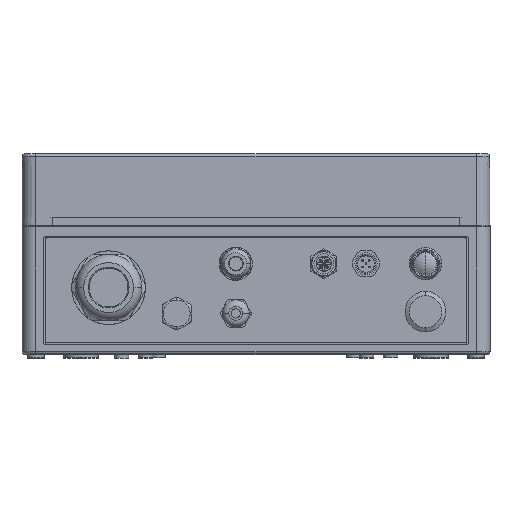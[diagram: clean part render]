
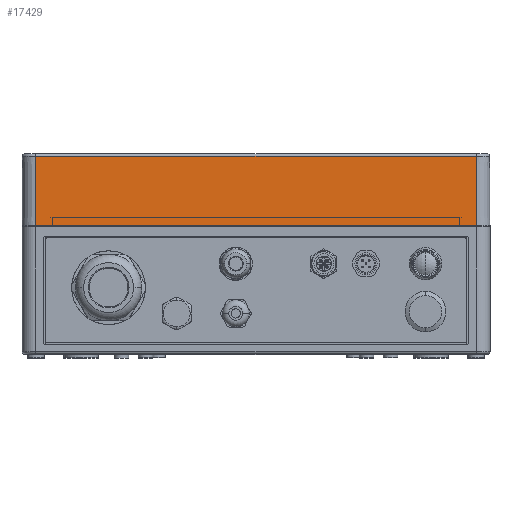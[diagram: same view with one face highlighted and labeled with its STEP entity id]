
A CAD part, top view. The second image highlights one B-rep face of the part: STEP entity #17429.
In plain terms, the highlighted planar face has unit normal (0, 0.004, 1).
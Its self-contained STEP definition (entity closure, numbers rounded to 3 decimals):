
#37 = CARTESIAN_POINT ( 'NONE',  ( 119.5, -1.3, 90. ) ) ;
#78 = VECTOR ( 'NONE', #15218, 1000. ) ;
#1771 = CARTESIAN_POINT ( 'NONE',  ( -119.5, -1.3, 90. ) ) ;
#2641 = CARTESIAN_POINT ( 'NONE',  ( -127., -1.3, 90. ) ) ;
#2774 = VERTEX_POINT ( 'NONE', #29526 ) ;
#2882 = EDGE_CURVE ( 'NONE', #24657, #2774, #13527, .T. ) ;
#2921 = EDGE_CURVE ( 'NONE', #12250, #24657, #18487, .T. ) ;
#3840 = ORIENTED_EDGE ( 'NONE', *, *, #29175, .F. ) ;
#4432 = EDGE_LOOP ( 'NONE', ( #21708, #4542, #3840, #23755 ) ) ;
#4542 = ORIENTED_EDGE ( 'NONE', *, *, #2882, .T. ) ;
#7004 = DIRECTION ( 'NONE',  ( 1., 0., 0. ) ) ;
#7324 = DIRECTION ( 'NONE',  ( 0., 1., -0.003 ) ) ;
#11881 = DIRECTION ( 'NONE',  ( 0., 0.003, 1. ) ) ;
#12250 = VERTEX_POINT ( 'NONE', #1771 ) ;
#12362 = LINE ( 'NONE', #26398, #78 ) ;
#12517 = AXIS2_PLACEMENT_3D ( 'NONE', #2641, #11881, #7324 ) ;
#13527 = LINE ( 'NONE', #37, #24950 ) ;
#15218 = DIRECTION ( 'NONE',  ( 0., 1., -0.003 ) ) ;
#17199 = VERTEX_POINT ( 'NONE', #28507 ) ;
#17429 = ADVANCED_FACE ( 'NONE', ( #20916 ), #23321, .T. ) ;
#18182 = CARTESIAN_POINT ( 'NONE',  ( -127., -1.3, 90. ) ) ;
#18487 = LINE ( 'NONE', #18182, #23460 ) ;
#19779 = DIRECTION ( 'NONE',  ( 1., 0., 0. ) ) ;
#20592 = DIRECTION ( 'NONE',  ( 0., 1., -0.003 ) ) ;
#20916 = FACE_OUTER_BOUND ( 'NONE', #4432, .T. ) ;
#21708 = ORIENTED_EDGE ( 'NONE', *, *, #2921, .T. ) ;
#22802 = VECTOR ( 'NONE', #19779, 1000. ) ;
#23321 = PLANE ( 'NONE',  #12517 ) ;
#23460 = VECTOR ( 'NONE', #7004, 1000. ) ;
#23755 = ORIENTED_EDGE ( 'NONE', *, *, #28344, .F. ) ;
#24462 = CARTESIAN_POINT ( 'NONE',  ( -150., 36.205, 89.869 ) ) ;
#24657 = VERTEX_POINT ( 'NONE', #28485 ) ;
#24950 = VECTOR ( 'NONE', #20592, 1000. ) ;
#26398 = CARTESIAN_POINT ( 'NONE',  ( -119.5, -1.3, 90. ) ) ;
#28344 = EDGE_CURVE ( 'NONE', #12250, #17199, #12362, .T. ) ;
#28485 = CARTESIAN_POINT ( 'NONE',  ( 119.5, -1.3, 90. ) ) ;
#28507 = CARTESIAN_POINT ( 'NONE',  ( -119.5, 36.205, 89.869 ) ) ;
#28849 = LINE ( 'NONE', #24462, #22802 ) ;
#29175 = EDGE_CURVE ( 'NONE', #17199, #2774, #28849, .T. ) ;
#29526 = CARTESIAN_POINT ( 'NONE',  ( 119.5, 36.205, 89.869 ) ) ;
